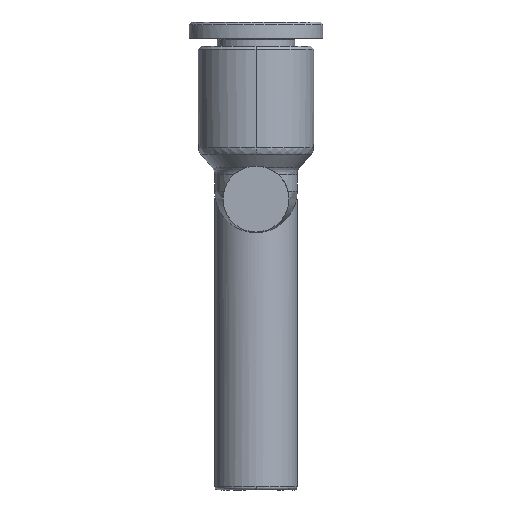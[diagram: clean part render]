
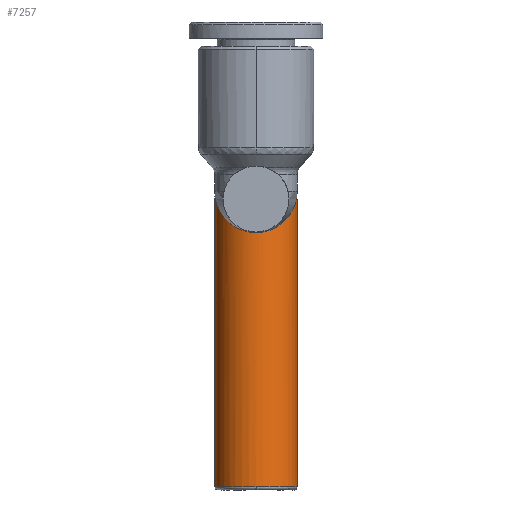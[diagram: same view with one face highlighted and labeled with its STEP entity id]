
A CAD part, left-side view. The second image highlights one B-rep face of the part: STEP entity #7257.
In plain terms, the highlighted cylindrical face has radius 4 mm (diameter 8 mm), a partial arc.
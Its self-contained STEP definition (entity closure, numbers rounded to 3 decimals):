
#688 = CARTESIAN_POINT ( 'NONE',  ( -3.843, 0., 5.434 ) ) ;
#714 = CARTESIAN_POINT ( 'NONE',  ( -5.468, -4., 5.434 ) ) ;
#980 = CARTESIAN_POINT ( 'NONE',  ( -3.344, -1.839, 1.879 ) ) ;
#1022 = FACE_OUTER_BOUND ( 'NONE', #13240, .T. ) ;
#1444 = CARTESIAN_POINT ( 'NONE',  ( 22.482, 0., 5.434 ) ) ;
#1457 = CARTESIAN_POINT ( 'NONE',  ( -3.843, 4., 5.434 ) ) ;
#1513 = VECTOR ( 'NONE', #13901, 1000. ) ;
#1795 = VERTEX_POINT ( 'NONE', #10662 ) ;
#2308 = ORIENTED_EDGE ( 'NONE', *, *, #8983, .T. ) ;
#2309 = B_SPLINE_CURVE_WITH_KNOTS ( 'NONE', 3,
 ( #6538, #9504, #3773, #13883, #6649, #9564, #13695, #980, #15173, #4954, #6397, #14119, #5439, #6907, #4024, #18312, #18363, #9701, #16985, #18422, #9633, #12613, #5322, #6722, #8318, #3955, #13943, #14188, #14067, #5386 ),
 .UNSPECIFIED., .F., .F.,
 ( 4, 2, 2, 2, 2, 2, 2, 2, 2, 2, 2, 2, 2, 2, 4 ),
 ( 0., 0.001, 0.002, 0.002, 0.003, 0.003, 0.004, 0.005, 0.005, 0.006, 0.007, 0.007, 0.008, 0.009, 0.009 ),
 .UNSPECIFIED. ) ;
#2500 = ORIENTED_EDGE ( 'NONE', *, *, #6810, .T. ) ;
#2759 = DIRECTION ( 'NONE',  ( 0., -1., 0. ) ) ;
#3045 = AXIS2_PLACEMENT_3D ( 'NONE', #688, #18015, #8022 ) ;
#3114 = VERTEX_POINT ( 'NONE', #18440 ) ;
#3119 = LINE ( 'NONE', #1457, #4673 ) ;
#3120 = ORIENTED_EDGE ( 'NONE', *, *, #14946, .T. ) ;
#3187 = DIRECTION ( 'NONE',  ( 1., 0., 0. ) ) ;
#3233 = CIRCLE ( 'NONE', #4484, 4. ) ;
#3236 = CYLINDRICAL_SURFACE ( 'NONE', #3045, 4. ) ;
#3365 = ORIENTED_EDGE ( 'NONE', *, *, #17705, .T. ) ;
#3531 = CIRCLE ( 'NONE', #13852, 4. ) ;
#3632 = EDGE_CURVE ( 'NONE', #1795, #13511, #3119, .T. ) ;
#3773 = CARTESIAN_POINT ( 'NONE',  ( -4.734, -2.641, 2.424 ) ) ;
#3955 = CARTESIAN_POINT ( 'NONE',  ( -4.559, 2.57, 2.368 ) ) ;
#4024 = CARTESIAN_POINT ( 'NONE',  ( -2.575, -0.2, 1.434 ) ) ;
#4484 = AXIS2_PLACEMENT_3D ( 'NONE', #1444, #11568, #2759 ) ;
#4614 = DIRECTION ( 'NONE',  ( 0., -1., 0. ) ) ;
#4673 = VECTOR ( 'NONE', #18624, 1000. ) ;
#4929 = CARTESIAN_POINT ( 'NONE',  ( -5.468, 4., 5.434 ) ) ;
#4954 = CARTESIAN_POINT ( 'NONE',  ( -2.997, -1.423, 1.692 ) ) ;
#5322 = CARTESIAN_POINT ( 'NONE',  ( -3.749, 2.17, 2.072 ) ) ;
#5386 = CARTESIAN_POINT ( 'NONE',  ( -5.468, 2.781, 2.559 ) ) ;
#5439 = CARTESIAN_POINT ( 'NONE',  ( -2.681, -0.757, 1.502 ) ) ;
#5778 = CARTESIAN_POINT ( 'NONE',  ( 22.482, 0., 5.434 ) ) ;
#6289 = AXIS2_PLACEMENT_3D ( 'NONE', #14985, #6301, #13443 ) ;
#6301 = DIRECTION ( 'NONE',  ( 1., 0., 0. ) ) ;
#6397 = CARTESIAN_POINT ( 'NONE',  ( -2.902, -1.269, 1.636 ) ) ;
#6489 = VERTEX_POINT ( 'NONE', #714 ) ;
#6538 = CARTESIAN_POINT ( 'NONE',  ( -5.468, -2.781, 2.559 ) ) ;
#6649 = CARTESIAN_POINT ( 'NONE',  ( -4.063, -2.357, 2.2 ) ) ;
#6722 = CARTESIAN_POINT ( 'NONE',  ( -4.058, 2.354, 2.198 ) ) ;
#6810 = EDGE_CURVE ( 'NONE', #10583, #10117, #3233, .T. ) ;
#6907 = CARTESIAN_POINT ( 'NONE',  ( -2.597, -0.392, 1.449 ) ) ;
#7257 = ADVANCED_FACE ( 'NONE', ( #1022 ), #3236, .T. ) ;
#7446 = CARTESIAN_POINT ( 'NONE',  ( -5.468, 0., 5.434 ) ) ;
#8022 = DIRECTION ( 'NONE',  ( 0., -1., 0. ) ) ;
#8175 = ORIENTED_EDGE ( 'NONE', *, *, #12013, .T. ) ;
#8318 = CARTESIAN_POINT ( 'NONE',  ( -4.22, 2.433, 2.258 ) ) ;
#8506 = ORIENTED_EDGE ( 'NONE', *, *, #15931, .T. ) ;
#8644 = DIRECTION ( 'NONE',  ( 0., -1., 0. ) ) ;
#8983 = EDGE_CURVE ( 'NONE', #10117, #6489, #17305, .T. ) ;
#9494 = AXIS2_PLACEMENT_3D ( 'NONE', #5778, #17304, #8644 ) ;
#9504 = CARTESIAN_POINT ( 'NONE',  ( -5.092, -2.73, 2.509 ) ) ;
#9564 = CARTESIAN_POINT ( 'NONE',  ( -3.756, -2.175, 2.075 ) ) ;
#9633 = CARTESIAN_POINT ( 'NONE',  ( -3.198, 1.711, 1.808 ) ) ;
#9701 = CARTESIAN_POINT ( 'NONE',  ( -2.675, 0.74, 1.498 ) ) ;
#9723 = VERTEX_POINT ( 'NONE', #14488 ) ;
#10117 = VERTEX_POINT ( 'NONE', #10611 ) ;
#10583 = VERTEX_POINT ( 'NONE', #14506 ) ;
#10611 = CARTESIAN_POINT ( 'NONE',  ( 22.482, -4., 5.434 ) ) ;
#10662 = CARTESIAN_POINT ( 'NONE',  ( 22.482, 4., 5.434 ) ) ;
#11067 = CARTESIAN_POINT ( 'NONE',  ( -3.843, -4., 5.434 ) ) ;
#11568 = DIRECTION ( 'NONE',  ( -1., 0., 0. ) ) ;
#12013 = EDGE_CURVE ( 'NONE', #1795, #10583, #14469, .T. ) ;
#12613 = CARTESIAN_POINT ( 'NONE',  ( -3.602, 2.064, 2.005 ) ) ;
#13240 = EDGE_LOOP ( 'NONE', ( #14347, #8175, #2500, #2308, #3365, #8506, #3120 ) ) ;
#13443 = DIRECTION ( 'NONE',  ( 0., -1., 0. ) ) ;
#13511 = VERTEX_POINT ( 'NONE', #4929 ) ;
#13695 = CARTESIAN_POINT ( 'NONE',  ( -3.612, -2.072, 2.01 ) ) ;
#13852 = AXIS2_PLACEMENT_3D ( 'NONE', #7446, #3187, #4614 ) ;
#13883 = CARTESIAN_POINT ( 'NONE',  ( -4.226, -2.437, 2.26 ) ) ;
#13901 = DIRECTION ( 'NONE',  ( -1., 0., 0. ) ) ;
#13943 = CARTESIAN_POINT ( 'NONE',  ( -4.736, 2.628, 2.417 ) ) ;
#14067 = CARTESIAN_POINT ( 'NONE',  ( -5.279, 2.755, 2.534 ) ) ;
#14119 = CARTESIAN_POINT ( 'NONE',  ( -2.742, -0.933, 1.54 ) ) ;
#14188 = CARTESIAN_POINT ( 'NONE',  ( -5.095, 2.72, 2.5 ) ) ;
#14347 = ORIENTED_EDGE ( 'NONE', *, *, #3632, .F. ) ;
#14469 = CIRCLE ( 'NONE', #9494, 4. ) ;
#14488 = CARTESIAN_POINT ( 'NONE',  ( -5.468, -2.781, 2.559 ) ) ;
#14506 = CARTESIAN_POINT ( 'NONE',  ( 22.482, 0., 1.434 ) ) ;
#14946 = EDGE_CURVE ( 'NONE', #3114, #13511, #16654, .T. ) ;
#14985 = CARTESIAN_POINT ( 'NONE',  ( -5.468, 0., 5.434 ) ) ;
#15173 = CARTESIAN_POINT ( 'NONE',  ( -3.218, -1.708, 1.813 ) ) ;
#15931 = EDGE_CURVE ( 'NONE', #9723, #3114, #2309, .T. ) ;
#16654 = CIRCLE ( 'NONE', #6289, 4. ) ;
#16985 = CARTESIAN_POINT ( 'NONE',  ( -2.737, 0.921, 1.537 ) ) ;
#17304 = DIRECTION ( 'NONE',  ( -1., 0., 0. ) ) ;
#17305 = LINE ( 'NONE', #11067, #1513 ) ;
#17705 = EDGE_CURVE ( 'NONE', #6489, #9723, #3531, .T. ) ;
#18015 = DIRECTION ( 'NONE',  ( -1., 0., 0. ) ) ;
#18312 = CARTESIAN_POINT ( 'NONE',  ( -2.573, 0.185, 1.433 ) ) ;
#18363 = CARTESIAN_POINT ( 'NONE',  ( -2.594, 0.373, 1.447 ) ) ;
#18422 = CARTESIAN_POINT ( 'NONE',  ( -2.972, 1.42, 1.678 ) ) ;
#18440 = CARTESIAN_POINT ( 'NONE',  ( -5.468, 2.781, 2.559 ) ) ;
#18624 = DIRECTION ( 'NONE',  ( -1., 0., 0. ) ) ;
